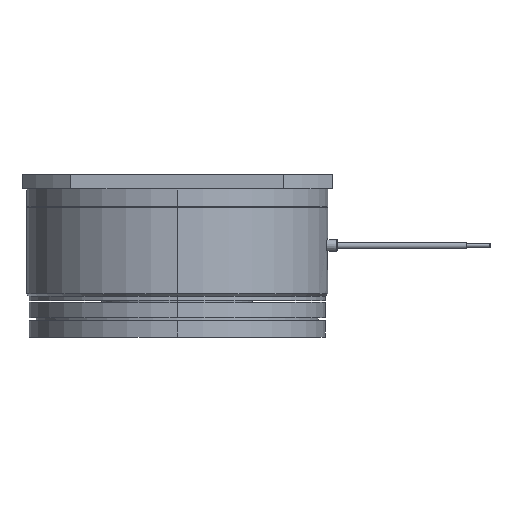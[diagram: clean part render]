
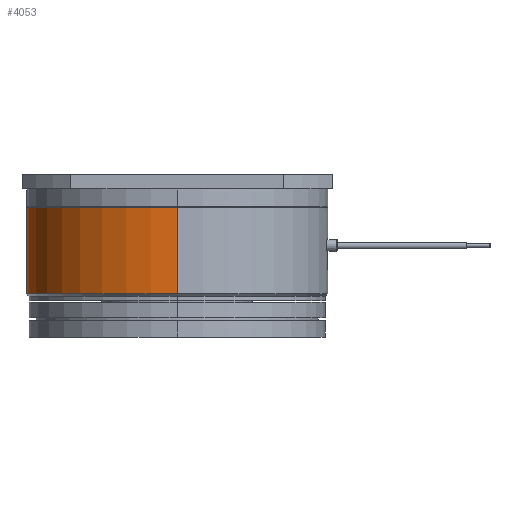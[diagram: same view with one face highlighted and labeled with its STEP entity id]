
A CAD part, left-side view. The second image highlights one B-rep face of the part: STEP entity #4053.
In plain terms, the highlighted cylindrical face has radius 32 mm (diameter 64 mm), a partial arc.
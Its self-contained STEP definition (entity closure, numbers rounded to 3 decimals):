
#857 = CARTESIAN_POINT ( 'NONE',  ( 32., 0., -25.3 ) ) ;
#1123 = EDGE_CURVE ( 'NONE', #10874, #3259, #10957, .T. ) ;
#1952 = DIRECTION ( 'NONE',  ( 0., 0., 1. ) ) ;
#2385 = ORIENTED_EDGE ( 'NONE', *, *, #6108, .F. ) ;
#2561 = CYLINDRICAL_SURFACE ( 'NONE', #6792, 32. ) ;
#2600 = CARTESIAN_POINT ( 'NONE',  ( -32., 0., -25.3 ) ) ;
#2674 = LINE ( 'NONE', #11078, #8477 ) ;
#2895 = EDGE_CURVE ( 'NONE', #10931, #5468, #2674, .T. ) ;
#2898 = VECTOR ( 'NONE', #5701, 1000. ) ;
#3117 = CIRCLE ( 'NONE', #11033, 32. ) ;
#3259 = VERTEX_POINT ( 'NONE', #8211 ) ;
#3696 = CARTESIAN_POINT ( 'NONE',  ( 0., 0., -25.3 ) ) ;
#4053 = ADVANCED_FACE ( 'NONE', ( #10896 ), #2561, .T. ) ;
#4488 = AXIS2_PLACEMENT_3D ( 'NONE', #3696, #11242, #8267 ) ;
#4978 = ORIENTED_EDGE ( 'NONE', *, *, #6484, .T. ) ;
#5468 = VERTEX_POINT ( 'NONE', #9031 ) ;
#5558 = CARTESIAN_POINT ( 'NONE',  ( 0., 0., -7. ) ) ;
#5701 = DIRECTION ( 'NONE',  ( 0., 0., 1. ) ) ;
#5923 = EDGE_LOOP ( 'NONE', ( #4978, #11720, #2385, #6658 ) ) ;
#6108 = EDGE_CURVE ( 'NONE', #5468, #3259, #3117, .T. ) ;
#6336 = DIRECTION ( 'NONE',  ( 0., 0., 1. ) ) ;
#6484 = EDGE_CURVE ( 'NONE', #10931, #10874, #8145, .T. ) ;
#6658 = ORIENTED_EDGE ( 'NONE', *, *, #2895, .F. ) ;
#6792 = AXIS2_PLACEMENT_3D ( 'NONE', #7426, #10183, #9221 ) ;
#7426 = CARTESIAN_POINT ( 'NONE',  ( 0., 0., -2.374 ) ) ;
#8145 = CIRCLE ( 'NONE', #4488, 32. ) ;
#8211 = CARTESIAN_POINT ( 'NONE',  ( -32., 0., -7. ) ) ;
#8267 = DIRECTION ( 'NONE',  ( 1., 0., 0. ) ) ;
#8477 = VECTOR ( 'NONE', #6336, 1000. ) ;
#9031 = CARTESIAN_POINT ( 'NONE',  ( 32., 0., -7. ) ) ;
#9221 = DIRECTION ( 'NONE',  ( 1., 0., 0. ) ) ;
#9238 = DIRECTION ( 'NONE',  ( 1., 0., 0. ) ) ;
#10024 = CARTESIAN_POINT ( 'NONE',  ( -32., 0., -2.374 ) ) ;
#10183 = DIRECTION ( 'NONE',  ( 0., 0., 1. ) ) ;
#10874 = VERTEX_POINT ( 'NONE', #2600 ) ;
#10896 = FACE_OUTER_BOUND ( 'NONE', #5923, .T. ) ;
#10931 = VERTEX_POINT ( 'NONE', #857 ) ;
#10957 = LINE ( 'NONE', #10024, #2898 ) ;
#11033 = AXIS2_PLACEMENT_3D ( 'NONE', #5558, #1952, #9238 ) ;
#11078 = CARTESIAN_POINT ( 'NONE',  ( 32., 0., -2.374 ) ) ;
#11242 = DIRECTION ( 'NONE',  ( 0., 0., 1. ) ) ;
#11720 = ORIENTED_EDGE ( 'NONE', *, *, #1123, .T. ) ;
